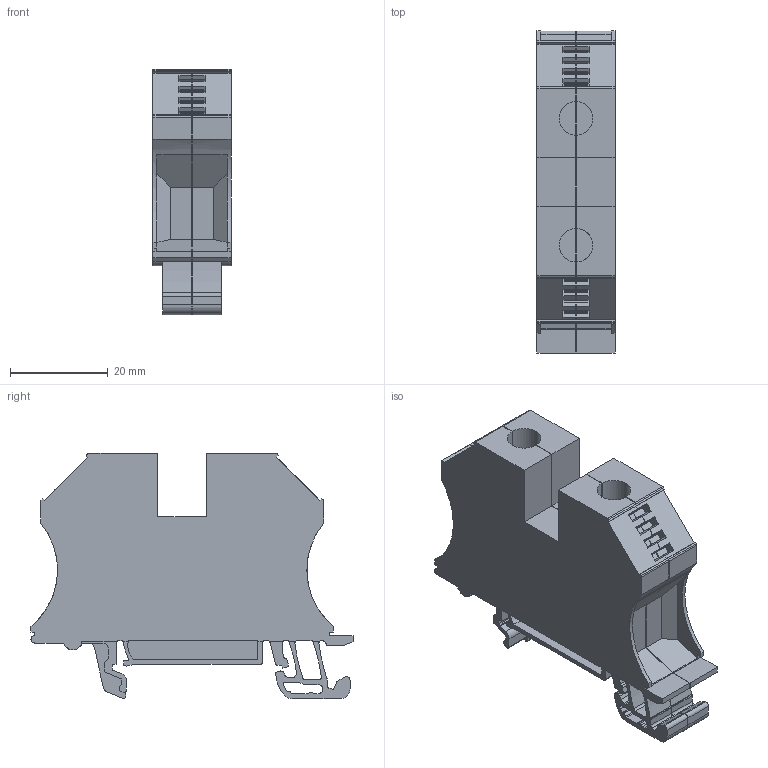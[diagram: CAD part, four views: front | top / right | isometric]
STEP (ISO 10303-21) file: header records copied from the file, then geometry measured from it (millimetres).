
FILE_DESCRIPTION(('CATIA V5R24 STEP','CAx-IF Rec.Pracs.--- Model Styling and Organization---1.2---2011-12-15'),'2;1');
FILE_NAME ('D1447509_0', '2017-08-04T09:37:05+00:00', ('Weidmueller Interface'), ('Weidmueller'), 'CATIA Version 5-6 Release 2014 SP4 HF52', 'CATIA V5 STEP AP214', 'none');
FILE_SCHEMA(('AUTOMOTIVE_DESIGN { 1 0 10303 214 1 1 1 1 }'));
Length unit declared in the file: millimetre
Products named in the file (1): v5-standard_part
Bounding box: 16 x 65.96 x 50.25 mm (x, y, z)
Volume: 29670.1 mm3; surface area: 14961 mm2
Topology: 1 solids, 1 shells, 586 faces, 1750 edges, 1166 vertices
Faces by surface type: plane 414, cylinder 172
Entity records: 19388 total; most frequent: CARTESIAN_POINT 3606, ORIENTED_EDGE 3500, DIRECTION 2906, EDGE_CURVE 1750, VECTOR 1378, LINE 1378, VERTEX_POINT 1166, AXIS2_PLACEMENT_3D 940
